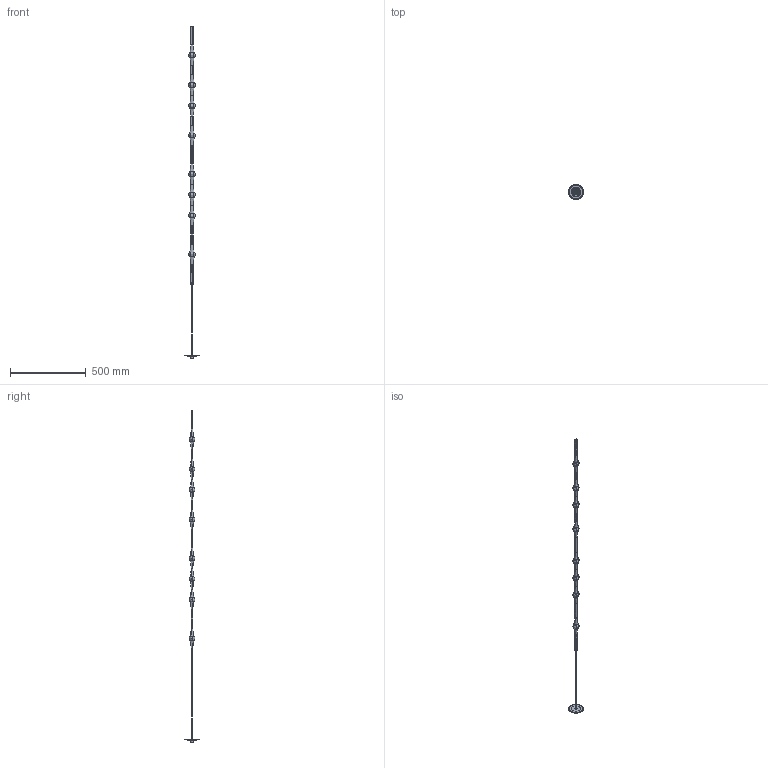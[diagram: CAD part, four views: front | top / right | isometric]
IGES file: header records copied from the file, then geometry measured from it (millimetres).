
Start section: SolidWorks IGES file using analytic representation for surfaces
Global section: file name: 00-8667_.IGS; native system: SolidWorks 2020; preprocessor: SolidWorks 2020; author: jordiburgueto; date: 230516.124913; units: millimetre
Bounding box: 96.99 x 96.99 x 2187.28 mm (x, y, z)
Surface area: 175409 mm2 (no closed solid volume)
Topology: 0 solids, 0 shells, 429 faces, 8430 edges, 8438 vertices
Faces by surface type: bspline 331, revolution 98
